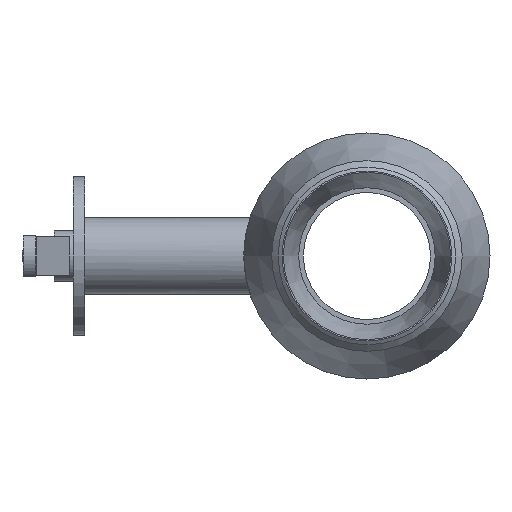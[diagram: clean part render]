
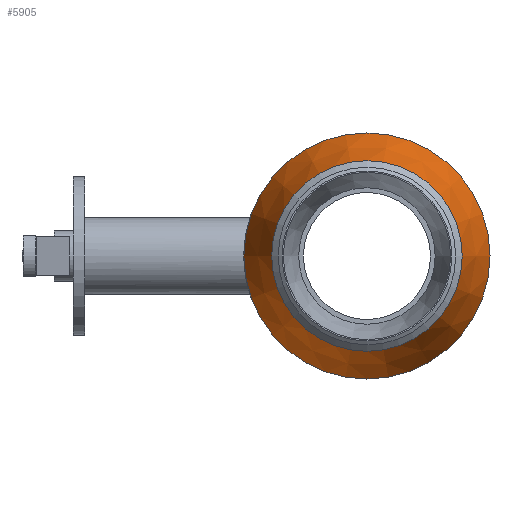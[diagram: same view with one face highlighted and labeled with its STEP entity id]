
A CAD part, left-side view. The second image highlights one B-rep face of the part: STEP entity #5905.
In plain terms, the highlighted conical face has half-angle 20 degrees and reference radius 85.931 mm.
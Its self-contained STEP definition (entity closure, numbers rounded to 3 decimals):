
#5493=CARTESIAN_POINT('',(111.0,96.85,0.0));
#5494=VERTEX_POINT('',#5493);
#5495=CARTESIAN_POINT('',(111.0,0.0,0.0));
#5496=DIRECTION('',(1.0,0.0,0.0));
#5497=DIRECTION('',(0.0,1.0,0.0));
#5498=AXIS2_PLACEMENT_3D('',#5495,#5496,#5497);
#5499=CIRCLE('',#5498,96.85);
#5500=EDGE_CURVE('',#5494,#5494,#5499,.T.);
#5879=CARTESIAN_POINT('',(51.0,75.012,0.0));
#5880=VERTEX_POINT('',#5879);
#5881=CARTESIAN_POINT('',(51.0,0.0,0.0));
#5882=DIRECTION('',(1.0,0.0,0.0));
#5883=DIRECTION('',(0.0,1.0,0.0));
#5884=AXIS2_PLACEMENT_3D('',#5881,#5882,#5883);
#5885=CIRCLE('',#5884,75.012);
#5886=EDGE_CURVE('',#5880,#5880,#5885,.T.);
#5894=CARTESIAN_POINT('',(81.0,0.0,0.0));
#5895=DIRECTION('',(1.0,0.0,0.0));
#5896=DIRECTION('',(0.0,1.0,0.0));
#5897=AXIS2_PLACEMENT_3D('',#5894,#5895,#5896);
#5898=CONICAL_SURFACE('',#5897,85.931,20.);
#5899=ORIENTED_EDGE('',*,*,#5500,.F.);
#5900=EDGE_LOOP('',(#5899));
#5901=FACE_OUTER_BOUND('',#5900,.T.);
#5902=ORIENTED_EDGE('',*,*,#5886,.T.);
#5903=EDGE_LOOP('',(#5902));
#5904=FACE_BOUND('',#5903,.T.);
#5905=ADVANCED_FACE('',(#5901,#5904),#5898,.T.);
